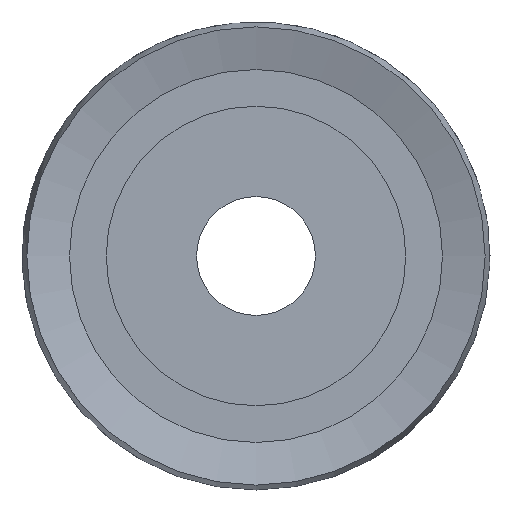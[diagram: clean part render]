
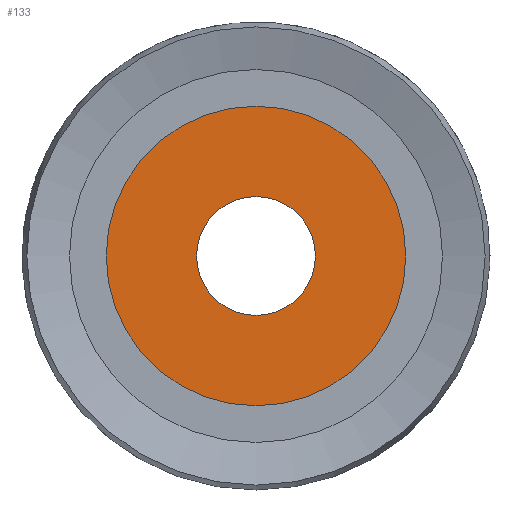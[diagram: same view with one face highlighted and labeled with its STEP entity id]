
A CAD part, left-side view. The second image highlights one B-rep face of the part: STEP entity #133.
In plain terms, the highlighted planar face has unit normal (-1, 0, 0).
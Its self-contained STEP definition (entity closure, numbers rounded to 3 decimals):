
#133 = ADVANCED_FACE( '', ( #469, #470 ), #471, .F. );
#469 = FACE_OUTER_BOUND( '', #1149, .T. );
#470 = FACE_BOUND( '', #1150, .T. );
#471 = PLANE( '', #1151 );
#1149 = EDGE_LOOP( '', ( #1833 ) );
#1150 = EDGE_LOOP( '', ( #1834 ) );
#1151 = AXIS2_PLACEMENT_3D( '', #1835, #1836, #1837 );
#1833 = ORIENTED_EDGE( '', *, *, #4517, .F. );
#1834 = ORIENTED_EDGE( '', *, *, #4518, .T. );
#1835 = CARTESIAN_POINT( '', ( 0., 0., 0. ) );
#1836 = DIRECTION( '', ( 1., 0., 0. ) );
#1837 = DIRECTION( '', ( 0., 0., -1. ) );
#4517 = EDGE_CURVE( '', #5365, #5365, #5366, .T. );
#4518 = EDGE_CURVE( '', #5367, #5367, #5368, .T. );
#5365 = VERTEX_POINT( '', #6735 );
#5366 = CIRCLE( '', #6736, 8. );
#5367 = VERTEX_POINT( '', #6737 );
#5368 = CIRCLE( '', #6738, 3.175 );
#6735 = CARTESIAN_POINT( '', ( 0., 0., -8. ) );
#6736 = AXIS2_PLACEMENT_3D( '', #8485, #8486, #8487 );
#6737 = CARTESIAN_POINT( '', ( 0., 3.175, 0. ) );
#6738 = AXIS2_PLACEMENT_3D( '', #8488, #8489, #8490 );
#8485 = CARTESIAN_POINT( '', ( 0., 0., 0. ) );
#8486 = DIRECTION( '', ( 1., 0., 0. ) );
#8487 = DIRECTION( '', ( 0., 0., -1. ) );
#8488 = CARTESIAN_POINT( '', ( 0., 0., 0. ) );
#8489 = DIRECTION( '', ( 1., 0., 0. ) );
#8490 = DIRECTION( '', ( 0., 1., 0. ) );
